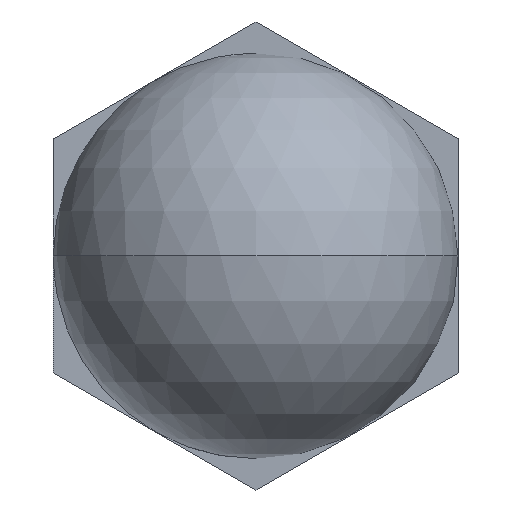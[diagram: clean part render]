
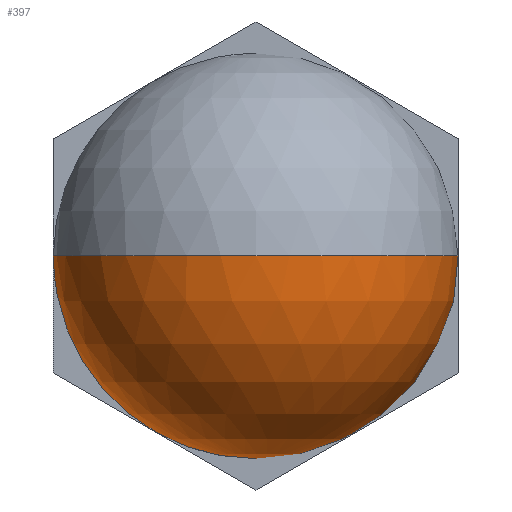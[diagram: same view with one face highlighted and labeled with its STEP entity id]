
A CAD part, front view. The second image highlights one B-rep face of the part: STEP entity #397.
In plain terms, the highlighted spherical face has radius 6 mm.
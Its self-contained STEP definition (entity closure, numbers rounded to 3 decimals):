
#9 = EDGE_CURVE ( 'NONE', #17, #323, #86, .T. ) ;
#17 = VERTEX_POINT ( 'NONE', #300 ) ;
#33 = DIRECTION ( 'NONE',  ( 0., 0., -1. ) ) ;
#36 = AXIS2_PLACEMENT_3D ( 'NONE', #413, #33, #150 ) ;
#45 = CIRCLE ( 'NONE', #173, 5. ) ;
#50 = EDGE_CURVE ( 'NONE', #172, #82, #45, .T. ) ;
#74 = CARTESIAN_POINT ( 'NONE',  ( 0., 0., 0. ) ) ;
#82 = VERTEX_POINT ( 'NONE', #507 ) ;
#86 = CIRCLE ( 'NONE', #36, 6. ) ;
#130 = FACE_OUTER_BOUND ( 'NONE', #352, .T. ) ;
#150 = DIRECTION ( 'NONE',  ( -1., 0., 0. ) ) ;
#172 = VERTEX_POINT ( 'NONE', #390 ) ;
#173 = AXIS2_PLACEMENT_3D ( 'NONE', #192, #376, #184 ) ;
#177 = CARTESIAN_POINT ( 'NONE',  ( 0., 3.317, 0. ) ) ;
#184 = DIRECTION ( 'NONE',  ( 0., 0., 1. ) ) ;
#192 = CARTESIAN_POINT ( 'NONE',  ( 0., 3.317, 0. ) ) ;
#198 = ORIENTED_EDGE ( 'NONE', *, *, #50, .F. ) ;
#212 = CARTESIAN_POINT ( 'NONE',  ( 0., 0., 0. ) ) ;
#214 = AXIS2_PLACEMENT_3D ( 'NONE', #212, #250, #362 ) ;
#215 = SPHERICAL_SURFACE ( 'NONE', #214, 6. ) ;
#223 = ORIENTED_EDGE ( 'NONE', *, *, #309, .F. ) ;
#246 = DIRECTION ( 'NONE',  ( 0., 0., 1. ) ) ;
#249 = DIRECTION ( 'NONE',  ( 0., 1., 0. ) ) ;
#250 = DIRECTION ( 'NONE',  ( 0., 0., 1. ) ) ;
#298 = CIRCLE ( 'NONE', #371, 5. ) ;
#300 = CARTESIAN_POINT ( 'NONE',  ( 0., -6., 0. ) ) ;
#309 = EDGE_CURVE ( 'NONE', #82, #323, #298, .T. ) ;
#323 = VERTEX_POINT ( 'NONE', #489 ) ;
#331 = AXIS2_PLACEMENT_3D ( 'NONE', #74, #422, #497 ) ;
#352 = EDGE_LOOP ( 'NONE', ( #472, #448, #223, #198 ) ) ;
#362 = DIRECTION ( 'NONE',  ( -1., 0., 0. ) ) ;
#371 = AXIS2_PLACEMENT_3D ( 'NONE', #177, #249, #246 ) ;
#376 = DIRECTION ( 'NONE',  ( 0., 1., 0. ) ) ;
#390 = CARTESIAN_POINT ( 'NONE',  ( 5., 3.317, 0. ) ) ;
#397 = ADVANCED_FACE ( 'NONE', ( #130 ), #215, .T. ) ;
#413 = CARTESIAN_POINT ( 'NONE',  ( 0., 0., 0. ) ) ;
#422 = DIRECTION ( 'NONE',  ( 0., 0., 1. ) ) ;
#448 = ORIENTED_EDGE ( 'NONE', *, *, #9, .T. ) ;
#466 = CIRCLE ( 'NONE', #331, 6. ) ;
#467 = EDGE_CURVE ( 'NONE', #17, #172, #466, .T. ) ;
#472 = ORIENTED_EDGE ( 'NONE', *, *, #467, .F. ) ;
#489 = CARTESIAN_POINT ( 'NONE',  ( -5., 3.317, 0. ) ) ;
#497 = DIRECTION ( 'NONE',  ( 1., 0., 0. ) ) ;
#507 = CARTESIAN_POINT ( 'NONE',  ( 0., 3.317, -5. ) ) ;
